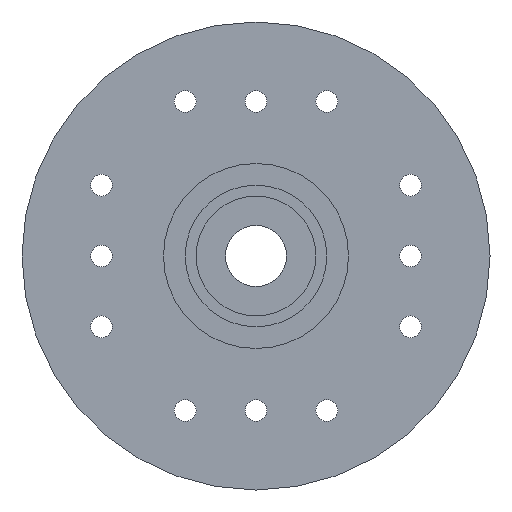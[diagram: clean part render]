
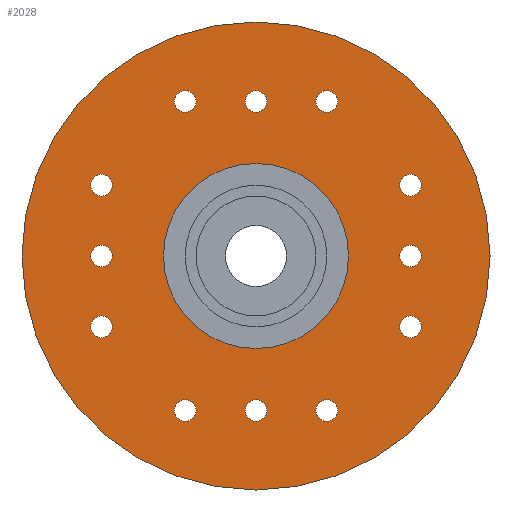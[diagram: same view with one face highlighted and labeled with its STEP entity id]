
A CAD part, front view. The second image highlights one B-rep face of the part: STEP entity #2028.
In plain terms, the highlighted planar face has unit normal (0, -1, 0).
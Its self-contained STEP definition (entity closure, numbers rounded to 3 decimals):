
#19=FACE_BOUND('',#299,.T.);
#20=FACE_BOUND('',#300,.T.);
#21=FACE_BOUND('',#301,.T.);
#22=FACE_BOUND('',#302,.T.);
#23=FACE_BOUND('',#303,.T.);
#24=FACE_BOUND('',#304,.T.);
#25=FACE_BOUND('',#305,.T.);
#26=FACE_BOUND('',#306,.T.);
#27=FACE_BOUND('',#307,.T.);
#28=FACE_BOUND('',#308,.T.);
#29=FACE_BOUND('',#309,.T.);
#30=FACE_BOUND('',#310,.T.);
#31=FACE_BOUND('',#311,.T.);
#102=PLANE('',#2206);
#191=FACE_OUTER_BOUND('',#298,.T.);
#298=EDGE_LOOP('',(#1730));
#299=EDGE_LOOP('',(#1731));
#300=EDGE_LOOP('',(#1732));
#301=EDGE_LOOP('',(#1733));
#302=EDGE_LOOP('',(#1734));
#303=EDGE_LOOP('',(#1735));
#304=EDGE_LOOP('',(#1736));
#305=EDGE_LOOP('',(#1737));
#306=EDGE_LOOP('',(#1738));
#307=EDGE_LOOP('',(#1739));
#308=EDGE_LOOP('',(#1740));
#309=EDGE_LOOP('',(#1741));
#310=EDGE_LOOP('',(#1742));
#311=EDGE_LOOP('',(#1743));
#801=CIRCLE('',#2196,4.25);
#807=CIRCLE('',#2207,10.75);
#808=CIRCLE('',#2208,0.5);
#809=CIRCLE('',#2209,0.5);
#810=CIRCLE('',#2210,0.5);
#811=CIRCLE('',#2211,0.5);
#812=CIRCLE('',#2212,0.5);
#813=CIRCLE('',#2213,0.5);
#814=CIRCLE('',#2214,0.5);
#815=CIRCLE('',#2215,0.5);
#816=CIRCLE('',#2216,0.5);
#817=CIRCLE('',#2217,0.5);
#818=CIRCLE('',#2218,0.5);
#819=CIRCLE('',#2219,0.5);
#994=VERTEX_POINT('',#3320);
#1000=VERTEX_POINT('',#3340);
#1001=VERTEX_POINT('',#3342);
#1002=VERTEX_POINT('',#3344);
#1003=VERTEX_POINT('',#3346);
#1004=VERTEX_POINT('',#3348);
#1005=VERTEX_POINT('',#3350);
#1006=VERTEX_POINT('',#3352);
#1007=VERTEX_POINT('',#3354);
#1008=VERTEX_POINT('',#3356);
#1009=VERTEX_POINT('',#3358);
#1010=VERTEX_POINT('',#3360);
#1011=VERTEX_POINT('',#3362);
#1012=VERTEX_POINT('',#3364);
#1266=EDGE_CURVE('',#994,#994,#801,.T.);
#1275=EDGE_CURVE('',#1000,#1000,#807,.T.);
#1276=EDGE_CURVE('',#1001,#1001,#808,.T.);
#1277=EDGE_CURVE('',#1002,#1002,#809,.T.);
#1278=EDGE_CURVE('',#1003,#1003,#810,.T.);
#1279=EDGE_CURVE('',#1004,#1004,#811,.T.);
#1280=EDGE_CURVE('',#1005,#1005,#812,.T.);
#1281=EDGE_CURVE('',#1006,#1006,#813,.T.);
#1282=EDGE_CURVE('',#1007,#1007,#814,.T.);
#1283=EDGE_CURVE('',#1008,#1008,#815,.T.);
#1284=EDGE_CURVE('',#1009,#1009,#816,.T.);
#1285=EDGE_CURVE('',#1010,#1010,#817,.T.);
#1286=EDGE_CURVE('',#1011,#1011,#818,.T.);
#1287=EDGE_CURVE('',#1012,#1012,#819,.T.);
#1730=ORIENTED_EDGE('',*,*,#1275,.T.);
#1731=ORIENTED_EDGE('',*,*,#1266,.T.);
#1732=ORIENTED_EDGE('',*,*,#1276,.T.);
#1733=ORIENTED_EDGE('',*,*,#1277,.T.);
#1734=ORIENTED_EDGE('',*,*,#1278,.T.);
#1735=ORIENTED_EDGE('',*,*,#1279,.T.);
#1736=ORIENTED_EDGE('',*,*,#1280,.T.);
#1737=ORIENTED_EDGE('',*,*,#1281,.T.);
#1738=ORIENTED_EDGE('',*,*,#1282,.T.);
#1739=ORIENTED_EDGE('',*,*,#1283,.T.);
#1740=ORIENTED_EDGE('',*,*,#1284,.T.);
#1741=ORIENTED_EDGE('',*,*,#1285,.T.);
#1742=ORIENTED_EDGE('',*,*,#1286,.T.);
#1743=ORIENTED_EDGE('',*,*,#1287,.T.);
#2028=ADVANCED_FACE('',(#191,#19,#20,#21,#22,#23,#24,#25,#26,#27,#28,#29,
#30,#31),#102,.F.);
#2196=AXIS2_PLACEMENT_3D('',#3321,#2709,#2710);
#2206=AXIS2_PLACEMENT_3D('',#3339,#2732,#2733);
#2207=AXIS2_PLACEMENT_3D('',#3341,#2734,#2735);
#2208=AXIS2_PLACEMENT_3D('',#3343,#2736,#2737);
#2209=AXIS2_PLACEMENT_3D('',#3345,#2738,#2739);
#2210=AXIS2_PLACEMENT_3D('',#3347,#2740,#2741);
#2211=AXIS2_PLACEMENT_3D('',#3349,#2742,#2743);
#2212=AXIS2_PLACEMENT_3D('',#3351,#2744,#2745);
#2213=AXIS2_PLACEMENT_3D('',#3353,#2746,#2747);
#2214=AXIS2_PLACEMENT_3D('',#3355,#2748,#2749);
#2215=AXIS2_PLACEMENT_3D('',#3357,#2750,#2751);
#2216=AXIS2_PLACEMENT_3D('',#3359,#2752,#2753);
#2217=AXIS2_PLACEMENT_3D('',#3361,#2754,#2755);
#2218=AXIS2_PLACEMENT_3D('',#3363,#2756,#2757);
#2219=AXIS2_PLACEMENT_3D('',#3365,#2758,#2759);
#2709=DIRECTION('center_axis',(0.,1.,0.));
#2710=DIRECTION('ref_axis',(-1.,0.,0.));
#2732=DIRECTION('center_axis',(0.,1.,0.));
#2733=DIRECTION('ref_axis',(0.,0.,1.));
#2734=DIRECTION('center_axis',(0.,-1.,0.));
#2735=DIRECTION('ref_axis',(1.,0.,0.));
#2736=DIRECTION('center_axis',(0.,1.,0.));
#2737=DIRECTION('ref_axis',(1.,0.,0.));
#2738=DIRECTION('center_axis',(0.,1.,0.));
#2739=DIRECTION('ref_axis',(1.,0.,0.));
#2740=DIRECTION('center_axis',(0.,1.,0.));
#2741=DIRECTION('ref_axis',(1.,0.,0.));
#2742=DIRECTION('center_axis',(0.,1.,0.));
#2743=DIRECTION('ref_axis',(1.,0.,0.));
#2744=DIRECTION('center_axis',(0.,1.,0.));
#2745=DIRECTION('ref_axis',(1.,0.,0.));
#2746=DIRECTION('center_axis',(0.,1.,0.));
#2747=DIRECTION('ref_axis',(1.,0.,0.));
#2748=DIRECTION('center_axis',(0.,1.,0.));
#2749=DIRECTION('ref_axis',(1.,0.,0.));
#2750=DIRECTION('center_axis',(0.,1.,0.));
#2751=DIRECTION('ref_axis',(1.,0.,0.));
#2752=DIRECTION('center_axis',(0.,1.,0.));
#2753=DIRECTION('ref_axis',(1.,0.,0.));
#2754=DIRECTION('center_axis',(0.,1.,0.));
#2755=DIRECTION('ref_axis',(1.,0.,0.));
#2756=DIRECTION('center_axis',(0.,1.,0.));
#2757=DIRECTION('ref_axis',(1.,0.,0.));
#2758=DIRECTION('center_axis',(0.,1.,0.));
#2759=DIRECTION('ref_axis',(1.,0.,0.));
#3320=CARTESIAN_POINT('',(4.25,0.,0.));
#3321=CARTESIAN_POINT('Origin',(0.,0.,0.));
#3339=CARTESIAN_POINT('Origin',(0.,0.,0.));
#3340=CARTESIAN_POINT('',(-10.75,0.,0.));
#3341=CARTESIAN_POINT('Origin',(0.,0.,0.));
#3342=CARTESIAN_POINT('',(-7.6,0.,0.));
#3343=CARTESIAN_POINT('Origin',(-7.1,0.,0.));
#3344=CARTESIAN_POINT('',(-7.6,0.,-3.25));
#3345=CARTESIAN_POINT('Origin',(-7.1,0.,-3.25));
#3346=CARTESIAN_POINT('',(-7.6,0.,3.25));
#3347=CARTESIAN_POINT('Origin',(-7.1,0.,3.25));
#3348=CARTESIAN_POINT('',(2.75,0.,7.1));
#3349=CARTESIAN_POINT('Origin',(3.25,0.,7.1));
#3350=CARTESIAN_POINT('',(-0.5,0.,7.1));
#3351=CARTESIAN_POINT('Origin',(0.,0.,7.1));
#3352=CARTESIAN_POINT('',(-3.75,0.,7.1));
#3353=CARTESIAN_POINT('Origin',(-3.25,0.,7.1));
#3354=CARTESIAN_POINT('',(6.6,0.,-3.25));
#3355=CARTESIAN_POINT('Origin',(7.1,0.,-3.25));
#3356=CARTESIAN_POINT('',(6.6,0.,0.));
#3357=CARTESIAN_POINT('Origin',(7.1,0.,0.));
#3358=CARTESIAN_POINT('',(6.6,0.,3.25));
#3359=CARTESIAN_POINT('Origin',(7.1,0.,3.25));
#3360=CARTESIAN_POINT('',(-3.75,0.,-7.1));
#3361=CARTESIAN_POINT('Origin',(-3.25,0.,-7.1));
#3362=CARTESIAN_POINT('',(-0.5,0.,-7.1));
#3363=CARTESIAN_POINT('Origin',(0.,0.,-7.1));
#3364=CARTESIAN_POINT('',(2.75,0.,-7.1));
#3365=CARTESIAN_POINT('Origin',(3.25,0.,-7.1));
